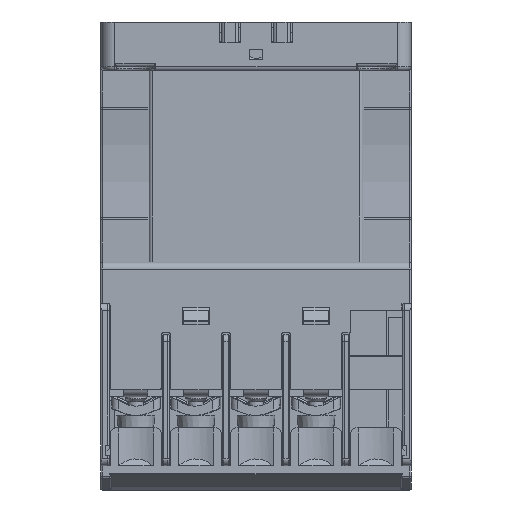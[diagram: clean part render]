
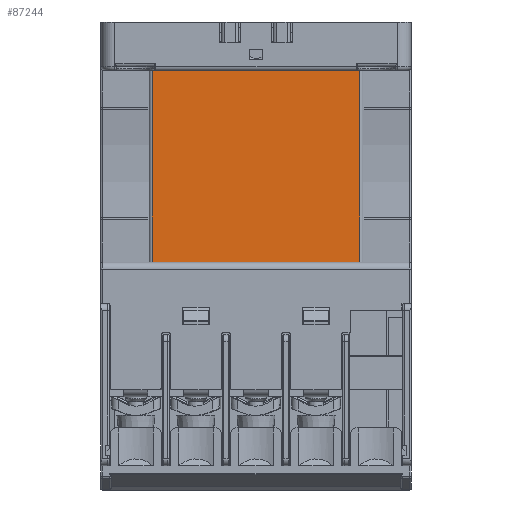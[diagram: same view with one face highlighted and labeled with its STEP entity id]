
A CAD part, left-side view. The second image highlights one B-rep face of the part: STEP entity #87244.
In plain terms, the highlighted planar face has unit normal (-1, 0, 0).
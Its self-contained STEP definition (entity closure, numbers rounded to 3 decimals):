
#5094=DIRECTION('',(0.,1.,0.));
#5095=VECTOR('',#5094,30.);
#5096=CARTESIAN_POINT('',(-22.,-15.,-7.));
#5097=LINE('',#5096,#5095);
#9536=DIRECTION('',(0.,0.,-1.));
#9537=VECTOR('',#9536,27.8);
#9538=CARTESIAN_POINT('',(-22.,15.,-7.));
#9539=LINE('',#9538,#9537);
#9545=DIRECTION('',(0.,1.,0.));
#9546=VECTOR('',#9545,30.);
#9547=CARTESIAN_POINT('',(-22.,-15.,-34.8));
#9548=LINE('',#9547,#9546);
#9558=DIRECTION('',(0.,0.,1.));
#9559=VECTOR('',#9558,27.8);
#9560=CARTESIAN_POINT('',(-22.,-15.,-34.8));
#9561=LINE('',#9560,#9559);
#63515=CARTESIAN_POINT('',(-22.,-15.,-34.8));
#63516=CARTESIAN_POINT('',(-22.,-15.,-7.));
#63517=VERTEX_POINT('',#63515);
#63518=VERTEX_POINT('',#63516);
#63523=CARTESIAN_POINT('',(-22.,15.,-7.));
#63524=CARTESIAN_POINT('',(-22.,15.,-34.8));
#63525=VERTEX_POINT('',#63523);
#63526=VERTEX_POINT('',#63524);
#87232=CARTESIAN_POINT('',(-22.,-22.5,-40.8));
#87233=DIRECTION('',(-1.,0.,0.));
#87234=DIRECTION('',(0.,0.,1.));
#87235=AXIS2_PLACEMENT_3D('',#87232,#87233,#87234);
#87236=PLANE('',#87235);
#87238=ORIENTED_EDGE('',*,*,#87237,.F.);
#87239=ORIENTED_EDGE('',*,*,#87186,.T.);
#87240=ORIENTED_EDGE('',*,*,#87214,.F.);
#87241=ORIENTED_EDGE('',*,*,#80883,.F.);
#87242=EDGE_LOOP('',(#87238,#87239,#87240,#87241));
#87243=FACE_OUTER_BOUND('',#87242,.F.);
#87244=ADVANCED_FACE('',(#87243),#87236,.T.);
#80883=EDGE_CURVE('',#63518,#63525,#5097,.T.);
#87186=EDGE_CURVE('',#63517,#63526,#9548,.T.);
#87214=EDGE_CURVE('',#63525,#63526,#9539,.T.);
#87237=EDGE_CURVE('',#63517,#63518,#9561,.T.);
